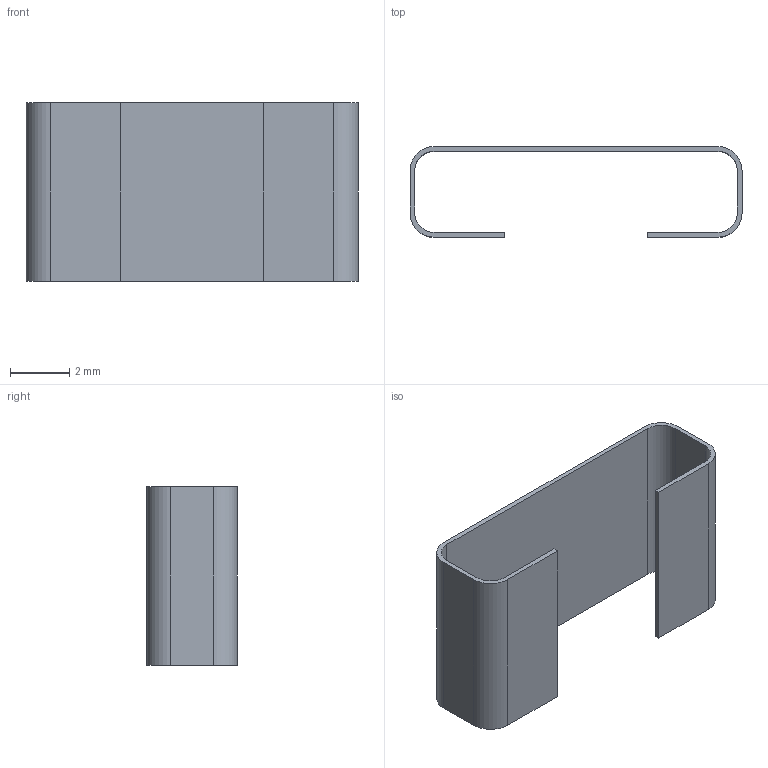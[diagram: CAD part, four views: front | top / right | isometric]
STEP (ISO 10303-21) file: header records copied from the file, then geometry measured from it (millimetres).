
FILE_DESCRIPTION (( 'STEP AP203' ), '1' );
FILE_NAME ('OARS-XP-R015.STEP', '2020-06-10T10:20:35', ( '' ), ( '' ), 'SwSTEP 2.0', 'SolidWorks 2015', '' );
FILE_SCHEMA (( 'CONFIG_CONTROL_DESIGN' ));
Length unit declared in the file: millimetre
Products named in the file (1): OARS-XP-R015
Bounding box: 11.18 x 3.05 x 6.01 mm (x, y, z)
Volume: 20.9 mm3; surface area: 270.2 mm2
Topology: 1 solids, 1 shells, 31 faces, 128 edges, 108 vertices
Faces by surface type: plane 23, cylinder 8
Entity records: 1977 total; most frequent: CARTESIAN_POINT 902, ORIENTED_EDGE 256, DIRECTION 140, EDGE_CURVE 128, VERTEX_POINT 108, B_SPLINE_CURVE_WITH_KNOTS 68, AXIS2_PLACEMENT_3D 48, VECTOR 44
